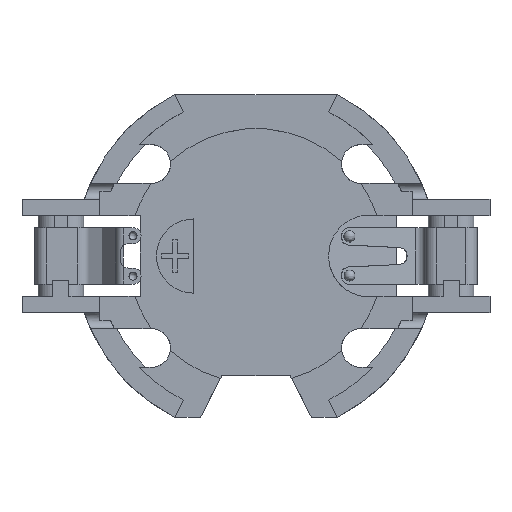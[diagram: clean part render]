
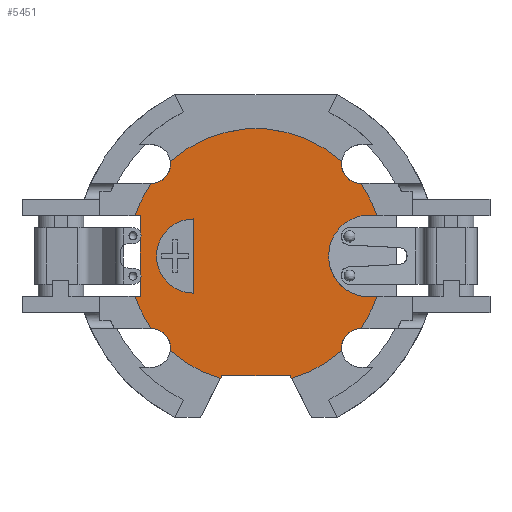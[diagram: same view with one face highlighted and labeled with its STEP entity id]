
A CAD part, top view. The second image highlights one B-rep face of the part: STEP entity #5451.
In plain terms, the highlighted planar face has unit normal (0, 0, 1).
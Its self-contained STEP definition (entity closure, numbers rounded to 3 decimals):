
#2665=CARTESIAN_POINT('',(-3.868,2.3,1.6));
#2666=VERTEX_POINT('',#2665);
#2673=CARTESIAN_POINT('',(-3.868,-2.3,1.6));
#2674=VERTEX_POINT('',#2673);
#2675=CARTESIAN_POINT('',(-3.868,-0.0,1.6));
#2676=DIRECTION('',(-0.0,0.0,-1.0));
#2677=DIRECTION('',(0.0,-1.0,-0.0));
#2678=AXIS2_PLACEMENT_3D('',#2675,#2676,#2677);
#2679=CIRCLE('',#2678,2.3);
#2680=EDGE_CURVE('n� 1882',#2674,#2666,#2679,.T.);
#2698=CARTESIAN_POINT('',(-3.868,-0.0,1.6));
#2699=DIRECTION('',(0.0,-1.0,-0.0));
#2700=VECTOR('',#2699,1.0);
#2701=LINE('',#2698,#2700);
#2702=EDGE_CURVE('n� 1881',#2666,#2674,#2701,.T.);
#2713=CARTESIAN_POINT('',(6.493,-4.5,1.6));
#2714=VERTEX_POINT('',#2713);
#2715=CARTESIAN_POINT('',(7.494,-2.5,1.6));
#2716=VERTEX_POINT('',#2715);
#2717=CARTESIAN_POINT('',(0.0,-0.0,1.6));
#2718=DIRECTION('',(0.0,-0.0,1.0));
#2719=DIRECTION('',(0.0,-1.0,-0.0));
#2720=AXIS2_PLACEMENT_3D('',#2717,#2718,#2719);
#2721=CIRCLE('',#2720,7.9);
#2722=EDGE_CURVE('n� 1875',#2714,#2716,#2721,.T.);
#2757=CARTESIAN_POINT('',(4.503,-0.0,1.6));
#2758=VERTEX_POINT('',#2757);
#2774=CARTESIAN_POINT('',(6.593,-2.5,1.6));
#2775=VERTEX_POINT('',#2774);
#2776=CARTESIAN_POINT('',(6.593,-2.5,1.6));
#2777=CARTESIAN_POINT('',(6.325,-2.456,1.6));
#2778=CARTESIAN_POINT('',(6.06,-2.365,1.6));
#2779=CARTESIAN_POINT('',(5.582,-2.105,1.6));
#2780=CARTESIAN_POINT('',(5.362,-1.933,1.6));
#2781=CARTESIAN_POINT('',(4.988,-1.529,1.6));
#2782=CARTESIAN_POINT('',(4.832,-1.289,1.6));
#2783=CARTESIAN_POINT('',(4.606,-0.773,1.6));
#2784=CARTESIAN_POINT('',(4.535,-0.49,1.6));
#2785=CARTESIAN_POINT('',(4.506,-0.139,1.6));
#2786=CARTESIAN_POINT('',(4.503,-0.069,1.6));
#2787=CARTESIAN_POINT('',(4.503,-0.0,1.6));
#2788=B_SPLINE_CURVE_WITH_KNOTS('',3,(#2776,#2777,#2778,#2779,#2780,#2781,#2782,#2783,#2784,#2785,
    #2786,#2787),.UNSPECIFIED.,.F.,.U.,
 (4,2,2,2,2,4),(0.0,0.231,0.463,0.7,0.941,1.0),.UNSPECIFIED.);
#2789=EDGE_CURVE('n� 1873',#2775,#2758,#2788,.T.);
#2809=CARTESIAN_POINT('',(6.593,2.5,1.6));
#2810=VERTEX_POINT('',#2809);
#2819=CARTESIAN_POINT('',(4.503,-0.0,1.6));
#2820=CARTESIAN_POINT('',(4.503,0.272,1.6));
#2821=CARTESIAN_POINT('',(4.547,0.547,1.6));
#2822=CARTESIAN_POINT('',(4.717,1.063,1.6));
#2823=CARTESIAN_POINT('',(4.845,1.31,1.6));
#2824=CARTESIAN_POINT('',(5.178,1.758,1.6));
#2825=CARTESIAN_POINT('',(5.39,1.96,1.6));
#2826=CARTESIAN_POINT('',(5.861,2.274,1.6));
#2827=CARTESIAN_POINT('',(6.125,2.391,1.6));
#2828=CARTESIAN_POINT('',(6.462,2.476,1.6));
#2829=CARTESIAN_POINT('',(6.527,2.489,1.6));
#2830=CARTESIAN_POINT('',(6.593,2.5,1.6));
#2831=B_SPLINE_CURVE_WITH_KNOTS('',3,(#2819,#2820,#2821,#2822,#2823,#2824,#2825,#2826,#2827,#2828,
    #2829,#2830),.UNSPECIFIED.,.F.,.U.,
 (4,2,2,2,2,4),(0.0,0.231,0.462,0.705,0.943,1.0),.UNSPECIFIED.);
#2832=EDGE_CURVE('n� 1872',#2758,#2810,#2831,.T.);
#2872=CARTESIAN_POINT('',(6.493,4.5,1.6));
#2873=VERTEX_POINT('',#2872);
#2880=CARTESIAN_POINT('',(7.494,2.5,1.6));
#2881=VERTEX_POINT('',#2880);
#2882=CARTESIAN_POINT('',(0.0,-0.0,1.6));
#2883=DIRECTION('',(0.0,-0.0,1.0));
#2884=DIRECTION('',(0.0,-1.0,-0.0));
#2885=AXIS2_PLACEMENT_3D('',#2882,#2883,#2884);
#2886=CIRCLE('',#2885,7.9);
#2887=EDGE_CURVE('n� 1870',#2881,#2873,#2886,.T.);
#2914=CARTESIAN_POINT('',(-5.303,5.855,1.6));
#2915=VERTEX_POINT('',#2914);
#2922=CARTESIAN_POINT('',(5.303,5.855,1.6));
#2923=VERTEX_POINT('',#2922);
#2924=CARTESIAN_POINT('',(0.0,-0.0,1.6));
#2925=DIRECTION('',(0.0,-0.0,1.0));
#2926=DIRECTION('',(0.0,-1.0,-0.0));
#2927=AXIS2_PLACEMENT_3D('',#2924,#2925,#2926);
#2928=CIRCLE('',#2927,7.9);
#2929=EDGE_CURVE('n� 1868',#2923,#2915,#2928,.T.);
#2956=CARTESIAN_POINT('',(-7.494,2.5,1.6));
#2957=VERTEX_POINT('',#2956);
#2964=CARTESIAN_POINT('',(-6.493,4.5,1.6));
#2965=VERTEX_POINT('',#2964);
#2966=CARTESIAN_POINT('',(0.0,-0.0,1.6));
#2967=DIRECTION('',(0.0,-0.0,1.0));
#2968=DIRECTION('',(0.0,-1.0,-0.0));
#2969=AXIS2_PLACEMENT_3D('',#2966,#2967,#2968);
#2970=CIRCLE('',#2969,7.9);
#2971=EDGE_CURVE('n� 1866',#2965,#2957,#2970,.T.);
#2987=CARTESIAN_POINT('',(-7.494,-2.5,1.6));
#2988=VERTEX_POINT('',#2987);
#2989=CARTESIAN_POINT('',(-6.493,-4.5,1.6));
#2990=VERTEX_POINT('',#2989);
#2991=CARTESIAN_POINT('',(0.0,-0.0,1.6));
#2992=DIRECTION('',(0.0,-0.0,1.0));
#2993=DIRECTION('',(0.0,-1.0,-0.0));
#2994=AXIS2_PLACEMENT_3D('',#2991,#2992,#2993);
#2995=CIRCLE('',#2994,7.9);
#2996=EDGE_CURVE('n� 1862',#2988,#2990,#2995,.T.);
#3029=CARTESIAN_POINT('',(-5.303,-5.855,1.6));
#3030=VERTEX_POINT('',#3029);
#3031=CARTESIAN_POINT('',(-2.207,-7.586,1.6));
#3032=VERTEX_POINT('',#3031);
#3033=CARTESIAN_POINT('',(0.0,-0.0,1.6));
#3034=DIRECTION('',(0.0,-0.0,1.0));
#3035=DIRECTION('',(0.0,-1.0,-0.0));
#3036=AXIS2_PLACEMENT_3D('',#3033,#3034,#3035);
#3037=CIRCLE('',#3036,7.9);
#3038=EDGE_CURVE('n� 1860',#3030,#3032,#3037,.T.);
#3082=CARTESIAN_POINT('',(5.303,-5.855,1.6));
#3083=VERTEX_POINT('',#3082);
#3090=CARTESIAN_POINT('',(2.207,-7.586,1.6));
#3091=VERTEX_POINT('',#3090);
#3092=CARTESIAN_POINT('',(0.0,-0.0,1.6));
#3093=DIRECTION('',(0.0,-0.0,1.0));
#3094=DIRECTION('',(0.0,-1.0,-0.0));
#3095=AXIS2_PLACEMENT_3D('',#3092,#3093,#3094);
#3096=CIRCLE('',#3095,7.9);
#3097=EDGE_CURVE('n� 1877',#3091,#3083,#3096,.T.);
#5347=CARTESIAN_POINT('',(-6.493,-5.7,1.6));
#5348=DIRECTION('',(-0.0,0.0,-1.0));
#5349=DIRECTION('',(0.0,-1.0,-0.0));
#5350=AXIS2_PLACEMENT_3D('',#5347,#5348,#5349);
#5351=CIRCLE('',#5350,1.2);
#5352=EDGE_CURVE('n� 1178',#2990,#3030,#5351,.T.);
#5353=ORIENTED_EDGE('',*,*,#5352,.T.);
#5354=ORIENTED_EDGE('',*,*,#3038,.T.);
#5355=CARTESIAN_POINT('',(-2.116,-7.41,1.6));
#5356=VERTEX_POINT('',#5355);
#5357=CARTESIAN_POINT('',(-3.444,-10.0,1.6));
#5358=DIRECTION('',(0.456,0.89,0.0));
#5359=VECTOR('',#5358,1.0);
#5360=LINE('',#5357,#5359);
#5361=EDGE_CURVE('n� 415',#3032,#5356,#5360,.T.);
#5362=ORIENTED_EDGE('',*,*,#5361,.T.);
#5363=CARTESIAN_POINT('',(2.116,-7.41,1.6));
#5364=VERTEX_POINT('',#5363);
#5365=CARTESIAN_POINT('',(2.116,-7.41,1.6));
#5366=DIRECTION('',(1.0,0.0,0.0));
#5367=VECTOR('',#5366,1.0);
#5368=LINE('',#5365,#5367);
#5369=EDGE_CURVE('n� 394',#5356,#5364,#5368,.T.);
#5370=ORIENTED_EDGE('',*,*,#5369,.T.);
#5371=CARTESIAN_POINT('',(2.116,-7.41,1.6));
#5372=DIRECTION('',(0.456,-0.89,-0.0));
#5373=VECTOR('',#5372,1.0);
#5374=LINE('',#5371,#5373);
#5375=EDGE_CURVE('n� 1878',#5364,#3091,#5374,.T.);
#5376=ORIENTED_EDGE('',*,*,#5375,.T.);
#5377=ORIENTED_EDGE('',*,*,#3097,.T.);
#5378=CARTESIAN_POINT('',(6.493,-5.7,1.6));
#5379=DIRECTION('',(-0.0,0.0,-1.0));
#5380=DIRECTION('',(0.0,-1.0,-0.0));
#5381=AXIS2_PLACEMENT_3D('',#5378,#5379,#5380);
#5382=CIRCLE('',#5381,1.2);
#5383=EDGE_CURVE('n� 1247',#3083,#2714,#5382,.T.);
#5384=ORIENTED_EDGE('',*,*,#5383,.T.);
#5385=ORIENTED_EDGE('',*,*,#2722,.T.);
#5386=CARTESIAN_POINT('',(19.737,-2.5,1.6));
#5387=DIRECTION('',(-1.0,-0.0,0.0));
#5388=VECTOR('',#5387,1.0);
#5389=LINE('',#5386,#5388);
#5390=EDGE_CURVE('n� 1039',#2716,#2775,#5389,.T.);
#5391=ORIENTED_EDGE('',*,*,#5390,.T.);
#5392=ORIENTED_EDGE('',*,*,#2789,.T.);
#5393=ORIENTED_EDGE('',*,*,#2832,.T.);
#5394=CARTESIAN_POINT('',(19.737,2.5,1.6));
#5395=DIRECTION('',(1.0,0.0,-0.0));
#5396=VECTOR('',#5395,1.0);
#5397=LINE('',#5394,#5396);
#5398=EDGE_CURVE('n� 940',#2810,#2881,#5397,.T.);
#5399=ORIENTED_EDGE('',*,*,#5398,.T.);
#5400=ORIENTED_EDGE('',*,*,#2887,.T.);
#5401=CARTESIAN_POINT('',(6.493,5.7,1.6));
#5402=DIRECTION('',(-0.0,0.0,-1.0));
#5403=DIRECTION('',(0.0,-1.0,-0.0));
#5404=AXIS2_PLACEMENT_3D('',#5401,#5402,#5403);
#5405=CIRCLE('',#5404,1.2);
#5406=EDGE_CURVE('n� 1418',#2873,#2923,#5405,.T.);
#5407=ORIENTED_EDGE('',*,*,#5406,.T.);
#5408=ORIENTED_EDGE('',*,*,#2929,.T.);
#5409=CARTESIAN_POINT('',(-6.493,5.7,1.6));
#5410=DIRECTION('',(-0.0,0.0,-1.0));
#5411=DIRECTION('',(0.0,-1.0,-0.0));
#5412=AXIS2_PLACEMENT_3D('',#5409,#5410,#5411);
#5413=CIRCLE('',#5412,1.2);
#5414=EDGE_CURVE('n� 1569',#2915,#2965,#5413,.T.);
#5415=ORIENTED_EDGE('',*,*,#5414,.T.);
#5416=ORIENTED_EDGE('',*,*,#2971,.T.);
#5417=CARTESIAN_POINT('',(-7.182,2.5,1.6));
#5418=VERTEX_POINT('',#5417);
#5419=CARTESIAN_POINT('',(19.737,2.5,1.6));
#5420=DIRECTION('',(1.0,-0.0,0.0));
#5421=VECTOR('',#5420,1.0);
#5422=LINE('',#5419,#5421);
#5423=EDGE_CURVE('n� 1743',#2957,#5418,#5422,.T.);
#5424=ORIENTED_EDGE('',*,*,#5423,.T.);
#5425=CARTESIAN_POINT('',(-7.182,-2.5,1.6));
#5426=VERTEX_POINT('',#5425);
#5427=CARTESIAN_POINT('',(-7.182,2.5,1.6));
#5428=DIRECTION('',(0.0,-1.0,-0.0));
#5429=VECTOR('',#5428,1.0);
#5430=LINE('',#5427,#5429);
#5431=EDGE_CURVE('n� 1719',#5418,#5426,#5430,.T.);
#5432=ORIENTED_EDGE('',*,*,#5431,.T.);
#5433=CARTESIAN_POINT('',(19.737,-2.5,1.6));
#5434=DIRECTION('',(-1.0,0.0,0.0));
#5435=VECTOR('',#5434,1.0);
#5436=LINE('',#5433,#5435);
#5437=EDGE_CURVE('n� 1631',#5426,#2988,#5436,.T.);
#5438=ORIENTED_EDGE('',*,*,#5437,.T.);
#5439=ORIENTED_EDGE('',*,*,#2996,.T.);
#5440=EDGE_LOOP('',(
    #5353,#5354,#5362,#5370,#5376,#5377,#5384,#5385,#5391,#5392,
    #5393,#5399,#5400,#5407,#5408,#5415,#5416,#5424,#5432,#5438,
    #5439));
#5441=FACE_OUTER_BOUND('',#5440,.T.);
#5442=ORIENTED_EDGE('',*,*,#2680,.T.);
#5443=ORIENTED_EDGE('',*,*,#2702,.T.);
#5444=EDGE_LOOP('',(#5442,#5443));
#5445=FACE_BOUND('',#5444,.T.);
#5446=CARTESIAN_POINT('',(0.0,-0.0,1.6));
#5447=DIRECTION('',(0.0,-0.0,1.0));
#5448=DIRECTION('',(0.0,-1.0,-0.0));
#5449=AXIS2_PLACEMENT_3D('',#5446,#5447,#5448);
#5450=PLANE('',#5449);
#5451=ADVANCED_FACE('n� 1856',(#5441,#5445),#5450,.T.);
